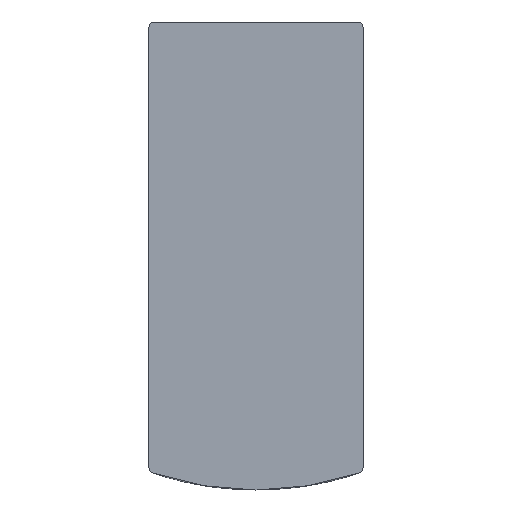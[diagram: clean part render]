
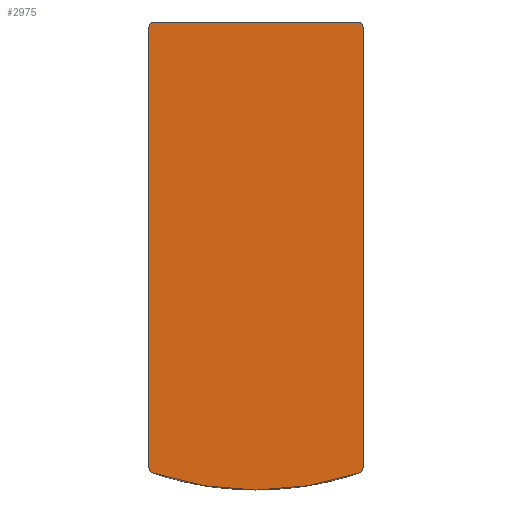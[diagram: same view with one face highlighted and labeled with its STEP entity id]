
A CAD part, front view. The second image highlights one B-rep face of the part: STEP entity #2975.
In plain terms, the highlighted planar face has unit normal (0, -1, 0).
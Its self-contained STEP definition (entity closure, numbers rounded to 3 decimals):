
#90=PLANE('',#4042);
#179=CIRCLE('',#4014,0.5);
#180=CIRCLE('',#4016,30.);
#181=CIRCLE('',#4019,0.5);
#184=CIRCLE('',#4024,0.5);
#187=CIRCLE('',#4029,0.5);
#337=LINE('',#5425,#567);
#341=LINE('',#5441,#571);
#343=LINE('',#5448,#573);
#567=VECTOR('',#4411,1000.);
#571=VECTOR('',#4427,1000.);
#573=VECTOR('',#4435,1000.);
#856=ORIENTED_EDGE('',*,*,#1637,.F.);
#857=ORIENTED_EDGE('',*,*,#1654,.F.);
#858=ORIENTED_EDGE('',*,*,#1626,.F.);
#859=ORIENTED_EDGE('',*,*,#1620,.F.);
#860=ORIENTED_EDGE('',*,*,#1615,.F.);
#861=ORIENTED_EDGE('',*,*,#1650,.F.);
#862=ORIENTED_EDGE('',*,*,#1645,.F.);
#863=ORIENTED_EDGE('',*,*,#1642,.F.);
#1615=EDGE_CURVE('',#2027,#2028,#179,.T.);
#1620=EDGE_CURVE('',#2028,#2032,#180,.T.);
#1626=EDGE_CURVE('',#2032,#2036,#181,.T.);
#1637=EDGE_CURVE('',#2043,#2044,#184,.T.);
#1642=EDGE_CURVE('',#2044,#2048,#337,.T.);
#1645=EDGE_CURVE('',#2048,#2050,#187,.T.);
#1650=EDGE_CURVE('',#2050,#2027,#341,.T.);
#1654=EDGE_CURVE('',#2036,#2043,#343,.T.);
#2027=VERTEX_POINT('',#5324);
#2028=VERTEX_POINT('',#5326);
#2032=VERTEX_POINT('',#5347);
#2036=VERTEX_POINT('',#5378);
#2043=VERTEX_POINT('',#5415);
#2044=VERTEX_POINT('',#5416);
#2048=VERTEX_POINT('',#5426);
#2050=VERTEX_POINT('',#5432);
#2366=EDGE_LOOP('',(#856,#857,#858,#859,#860,#861,#862,#863));
#2639=FACE_BOUND('',#2366,.T.);
#2975=ADVANCED_FACE('',(#2639),#90,.F.);
#4014=AXIS2_PLACEMENT_3D('',#5325,#4373,#4374);
#4016=AXIS2_PLACEMENT_3D('',#5346,#4379,#4380);
#4019=AXIS2_PLACEMENT_3D('',#5377,#4387,#4388);
#4024=AXIS2_PLACEMENT_3D('',#5414,#4401,#4402);
#4029=AXIS2_PLACEMENT_3D('',#5431,#4416,#4417);
#4042=AXIS2_PLACEMENT_3D('',#5459,#4447,#4448);
#4373=DIRECTION('',(0.,1.,0.));
#4374=DIRECTION('',(1.,0.,0.));
#4379=DIRECTION('',(0.,1.,0.));
#4380=DIRECTION('',(1.,0.,0.));
#4387=DIRECTION('',(0.,1.,0.));
#4388=DIRECTION('',(1.,0.,0.));
#4401=DIRECTION('',(0.,1.,0.));
#4402=DIRECTION('',(1.,0.,0.));
#4411=DIRECTION('',(0.,0.,1.));
#4416=DIRECTION('',(0.,1.,0.));
#4417=DIRECTION('',(1.,0.,0.));
#4427=DIRECTION('',(1.,0.,0.));
#4435=DIRECTION('',(-1.,0.,0.));
#4447=DIRECTION('',(0.,1.,0.));
#4448=DIRECTION('',(0.,0.,1.));
#5324=CARTESIAN_POINT('',(20.644,0.,10.));
#5325=CARTESIAN_POINT('',(20.644,0.,9.5));
#5326=CARTESIAN_POINT('',(21.118,0.,9.661));
#5346=CARTESIAN_POINT('',(-7.284,0.,0.));
#5347=CARTESIAN_POINT('',(21.118,0.,-9.661));
#5377=CARTESIAN_POINT('',(20.644,0.,-9.5));
#5378=CARTESIAN_POINT('',(20.644,0.,-10.));
#5414=CARTESIAN_POINT('',(-20.5,0.,-9.5));
#5415=CARTESIAN_POINT('',(-20.5,0.,-10.));
#5416=CARTESIAN_POINT('',(-21.,0.,-9.5));
#5425=CARTESIAN_POINT('',(-21.,0.,-9.5));
#5426=CARTESIAN_POINT('',(-21.,0.,9.5));
#5431=CARTESIAN_POINT('',(-20.5,0.,9.5));
#5432=CARTESIAN_POINT('',(-20.5,0.,10.));
#5441=CARTESIAN_POINT('',(-20.5,0.,10.));
#5448=CARTESIAN_POINT('',(20.644,0.,-10.));
#5459=CARTESIAN_POINT('',(-20.5,0.,-9.5));
